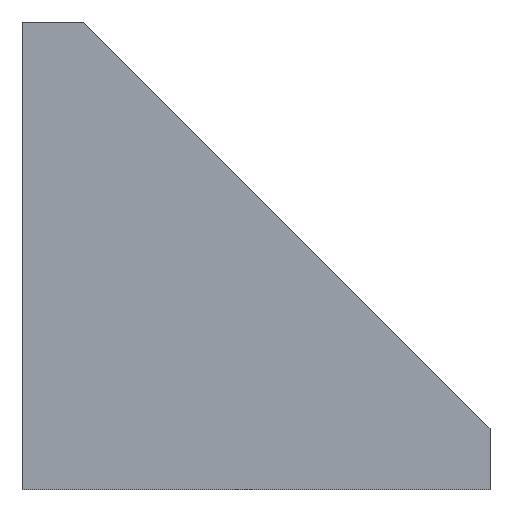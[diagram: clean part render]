
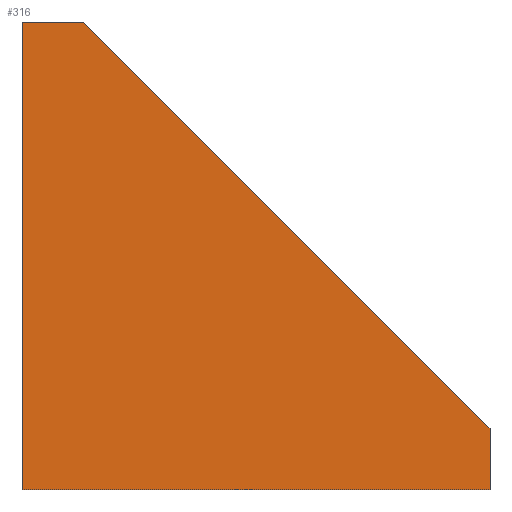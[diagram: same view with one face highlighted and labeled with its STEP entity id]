
A CAD part, left-side view. The second image highlights one B-rep face of the part: STEP entity #316.
In plain terms, the highlighted planar face has unit normal (-1, 0, 0).
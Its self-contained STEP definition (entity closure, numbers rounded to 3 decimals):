
#4 = CARTESIAN_POINT ( 'NONE',  ( -11.5, -11.5, 3. ) ) ;
#9 = EDGE_CURVE ( 'NONE', #12, #17, #253, .T. ) ;
#12 = VERTEX_POINT ( 'NONE', #65 ) ;
#17 = VERTEX_POINT ( 'NONE', #33 ) ;
#29 = VECTOR ( 'NONE', #350, 1000. ) ;
#33 = CARTESIAN_POINT ( 'NONE',  ( -11.5, 8.5, 23. ) ) ;
#50 = PLANE ( 'NONE',  #146 ) ;
#61 = VECTOR ( 'NONE', #130, 1000. ) ;
#65 = CARTESIAN_POINT ( 'NONE',  ( -11.5, 11.5, 23. ) ) ;
#130 = DIRECTION ( 'NONE',  ( 0., 0., -1. ) ) ;
#134 = ORIENTED_EDGE ( 'NONE', *, *, #315, .T. ) ;
#144 = EDGE_CURVE ( 'NONE', #394, #345, #304, .T. ) ;
#146 = AXIS2_PLACEMENT_3D ( 'NONE', #280, #435, #242 ) ;
#160 = LINE ( 'NONE', #366, #237 ) ;
#162 = VECTOR ( 'NONE', #349, 1000. ) ;
#178 = ORIENTED_EDGE ( 'NONE', *, *, #325, .T. ) ;
#180 = CARTESIAN_POINT ( 'NONE',  ( -11.5, 8.5, 23. ) ) ;
#201 = DIRECTION ( 'NONE',  ( 0., -1., 0. ) ) ;
#234 = CARTESIAN_POINT ( 'NONE',  ( -11.5, -11.5, 3. ) ) ;
#236 = CARTESIAN_POINT ( 'NONE',  ( -11.5, 11.5, 0. ) ) ;
#237 = VECTOR ( 'NONE', #201, 1000. ) ;
#242 = DIRECTION ( 'NONE',  ( 0., 1., 0. ) ) ;
#253 = LINE ( 'NONE', #495, #162 ) ;
#257 = ORIENTED_EDGE ( 'NONE', *, *, #9, .F. ) ;
#259 = DIRECTION ( 'NONE',  ( 0., 0.707, 0.707 ) ) ;
#273 = VERTEX_POINT ( 'NONE', #236 ) ;
#275 = VECTOR ( 'NONE', #259, 1000. ) ;
#280 = CARTESIAN_POINT ( 'NONE',  ( -11.5, 11.5, 3. ) ) ;
#304 = LINE ( 'NONE', #234, #29 ) ;
#308 = EDGE_LOOP ( 'NONE', ( #402, #455, #257, #178, #134 ) ) ;
#315 = EDGE_CURVE ( 'NONE', #273, #345, #160, .T. ) ;
#316 = ADVANCED_FACE ( 'NONE', ( #417 ), #50, .F. ) ;
#317 = CARTESIAN_POINT ( 'NONE',  ( -11.5, 11.5, 3. ) ) ;
#325 = EDGE_CURVE ( 'NONE', #12, #273, #391, .T. ) ;
#345 = VERTEX_POINT ( 'NONE', #399 ) ;
#349 = DIRECTION ( 'NONE',  ( 0., -1., 0. ) ) ;
#350 = DIRECTION ( 'NONE',  ( 0., 0., -1. ) ) ;
#366 = CARTESIAN_POINT ( 'NONE',  ( -11.5, 11.5, 0. ) ) ;
#391 = LINE ( 'NONE', #317, #61 ) ;
#394 = VERTEX_POINT ( 'NONE', #4 ) ;
#399 = CARTESIAN_POINT ( 'NONE',  ( -11.5, -11.5, 0. ) ) ;
#402 = ORIENTED_EDGE ( 'NONE', *, *, #144, .F. ) ;
#417 = FACE_OUTER_BOUND ( 'NONE', #308, .T. ) ;
#435 = DIRECTION ( 'NONE',  ( 1., 0., 0. ) ) ;
#455 = ORIENTED_EDGE ( 'NONE', *, *, #510, .T. ) ;
#495 = CARTESIAN_POINT ( 'NONE',  ( -11.5, 11.5, 23. ) ) ;
#496 = LINE ( 'NONE', #180, #275 ) ;
#510 = EDGE_CURVE ( '������7', #394, #17, #496, .T. ) ;
